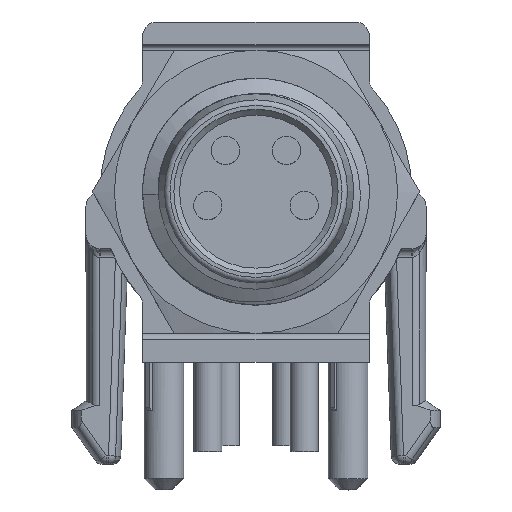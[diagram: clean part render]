
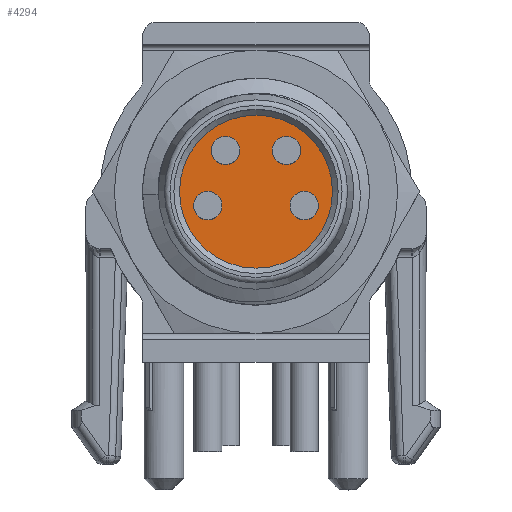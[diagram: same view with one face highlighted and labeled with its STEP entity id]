
A CAD part, top view. The second image highlights one B-rep face of the part: STEP entity #4294.
In plain terms, the highlighted planar face has unit normal (0, 0, 1).
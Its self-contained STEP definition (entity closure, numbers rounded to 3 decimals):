
#84=FACE_BOUND('',#552,.T.);
#85=FACE_BOUND('',#553,.T.);
#86=FACE_BOUND('',#554,.T.);
#87=FACE_BOUND('',#555,.T.);
#98=PLANE('',#4607);
#281=FACE_OUTER_BOUND('',#551,.T.);
#551=EDGE_LOOP('',(#2965));
#552=EDGE_LOOP('',(#2966,#2967));
#553=EDGE_LOOP('',(#2968));
#554=EDGE_LOOP('',(#2969,#2970));
#555=EDGE_LOOP('',(#2971));
#836=CIRCLE('',#4606,2.7);
#837=CIRCLE('',#4608,0.5);
#838=CIRCLE('',#4609,0.5);
#839=CIRCLE('',#4610,0.5);
#840=CIRCLE('',#4611,0.5);
#841=CIRCLE('',#4612,0.5);
#842=CIRCLE('',#4613,0.5);
#1799=VERTEX_POINT('',#9141);
#1800=VERTEX_POINT('',#9145);
#1801=VERTEX_POINT('',#9146);
#1802=VERTEX_POINT('',#9149);
#1803=VERTEX_POINT('',#9151);
#1804=VERTEX_POINT('',#9152);
#1805=VERTEX_POINT('',#9155);
#2238=EDGE_CURVE('',#1799,#1799,#836,.T.);
#2240=EDGE_CURVE('',#1800,#1801,#837,.T.);
#2241=EDGE_CURVE('',#1801,#1800,#838,.T.);
#2242=EDGE_CURVE('',#1802,#1802,#839,.T.);
#2243=EDGE_CURVE('',#1803,#1804,#840,.T.);
#2244=EDGE_CURVE('',#1804,#1803,#841,.T.);
#2245=EDGE_CURVE('',#1805,#1805,#842,.T.);
#2965=ORIENTED_EDGE('',*,*,#2238,.F.);
#2966=ORIENTED_EDGE('',*,*,#2240,.F.);
#2967=ORIENTED_EDGE('',*,*,#2241,.F.);
#2968=ORIENTED_EDGE('',*,*,#2242,.T.);
#2969=ORIENTED_EDGE('',*,*,#2243,.F.);
#2970=ORIENTED_EDGE('',*,*,#2244,.F.);
#2971=ORIENTED_EDGE('',*,*,#2245,.T.);
#4294=ADVANCED_FACE('',(#281,#84,#85,#86,#87),#98,.F.);
#4606=AXIS2_PLACEMENT_3D('',#9142,#5193,#5194);
#4607=AXIS2_PLACEMENT_3D('',#9144,#5196,#5197);
#4608=AXIS2_PLACEMENT_3D('',#9147,#5198,#5199);
#4609=AXIS2_PLACEMENT_3D('',#9148,#5200,#5201);
#4610=AXIS2_PLACEMENT_3D('',#9150,#5202,#5203);
#4611=AXIS2_PLACEMENT_3D('',#9153,#5204,#5205);
#4612=AXIS2_PLACEMENT_3D('',#9154,#5206,#5207);
#4613=AXIS2_PLACEMENT_3D('',#9156,#5208,#5209);
#5193=DIRECTION('center_axis',(0.,0.,-1.));
#5194=DIRECTION('ref_axis',(0.,1.,0.));
#5196=DIRECTION('center_axis',(0.,0.,-1.));
#5197=DIRECTION('ref_axis',(0.,-1.,0.));
#5198=DIRECTION('center_axis',(0.,0.,1.));
#5199=DIRECTION('ref_axis',(0.,-1.,0.));
#5200=DIRECTION('center_axis',(0.,0.,1.));
#5201=DIRECTION('ref_axis',(0.,-1.,0.));
#5202=DIRECTION('center_axis',(0.,0.,-1.));
#5203=DIRECTION('ref_axis',(0.,-1.,0.));
#5204=DIRECTION('center_axis',(0.,0.,1.));
#5205=DIRECTION('ref_axis',(0.,-1.,0.));
#5206=DIRECTION('center_axis',(0.,0.,1.));
#5207=DIRECTION('ref_axis',(0.,-1.,0.));
#5208=DIRECTION('center_axis',(0.,0.,-1.));
#5209=DIRECTION('ref_axis',(0.,-1.,0.));
#9141=CARTESIAN_POINT('',(0.,-2.7,-5.));
#9142=CARTESIAN_POINT('Origin',(0.,0.,-5.));
#9144=CARTESIAN_POINT('Origin',(0.,0.,-5.));
#9145=CARTESIAN_POINT('',(-1.075,0.95,-5.));
#9146=CARTESIAN_POINT('',(-1.075,1.95,-5.));
#9147=CARTESIAN_POINT('Origin',(-1.075,1.45,-5.));
#9148=CARTESIAN_POINT('Origin',(-1.075,1.45,-5.));
#9149=CARTESIAN_POINT('',(1.075,1.95,-5.));
#9150=CARTESIAN_POINT('Origin',(1.075,1.45,-5.));
#9151=CARTESIAN_POINT('',(-1.7,-1.,-5.));
#9152=CARTESIAN_POINT('',(-1.7,0.,-5.));
#9153=CARTESIAN_POINT('Origin',(-1.7,-0.5,-5.));
#9154=CARTESIAN_POINT('Origin',(-1.7,-0.5,-5.));
#9155=CARTESIAN_POINT('',(1.7,0.,-5.));
#9156=CARTESIAN_POINT('Origin',(1.7,-0.5,-5.));
